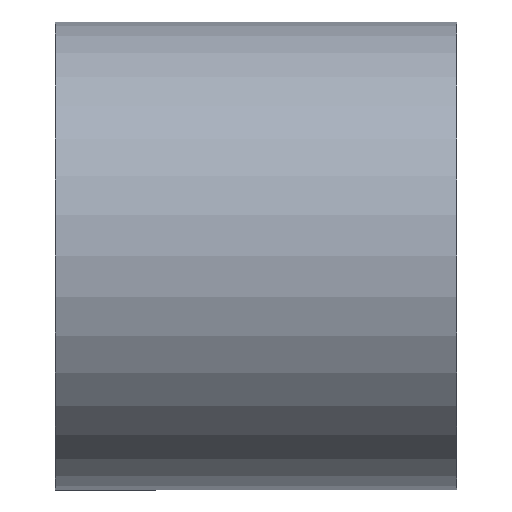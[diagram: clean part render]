
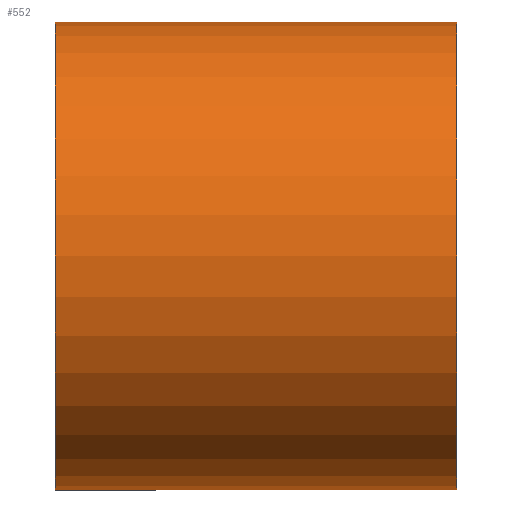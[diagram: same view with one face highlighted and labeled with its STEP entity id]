
A CAD part, left-side view. The second image highlights one B-rep face of the part: STEP entity #552.
In plain terms, the highlighted cylindrical face has radius 25.4 mm (diameter 50.8 mm), a partial arc.
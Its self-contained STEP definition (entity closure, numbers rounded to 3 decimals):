
#3 = CARTESIAN_POINT ( 'NONE',  ( 0., 0., 25.4 ) ) ;
#5 = VERTEX_POINT ( 'NONE', #173 ) ;
#18 = LINE ( 'NONE', #251, #374 ) ;
#29 = CYLINDRICAL_SURFACE ( 'NONE', #259, 25.4 ) ;
#43 = DIRECTION ( 'NONE',  ( 0., 0., 1. ) ) ;
#45 = EDGE_CURVE ( 'NONE', #427, #624, #18, .T. ) ;
#56 = LINE ( 'NONE', #478, #188 ) ;
#68 = FACE_OUTER_BOUND ( 'NONE', #399, .T. ) ;
#93 = EDGE_CURVE ( 'NONE', #427, #245, #121, .T. ) ;
#119 = CARTESIAN_POINT ( 'NONE',  ( 0., 0., -25.4 ) ) ;
#121 = CIRCLE ( 'NONE', #334, 25.4 ) ;
#173 = CARTESIAN_POINT ( 'NONE',  ( 0., 43.6, 25.4 ) ) ;
#188 = VECTOR ( 'NONE', #203, 1000. ) ;
#203 = DIRECTION ( 'NONE',  ( 0., 1., 0. ) ) ;
#218 = DIRECTION ( 'NONE',  ( 0., 1., 0. ) ) ;
#240 = CARTESIAN_POINT ( 'NONE',  ( 0., 43.6, -25.4 ) ) ;
#245 = VERTEX_POINT ( 'NONE', #3 ) ;
#251 = CARTESIAN_POINT ( 'NONE',  ( 0., 161.376, -25.4 ) ) ;
#253 = CARTESIAN_POINT ( 'NONE',  ( 0., 161.376, 0. ) ) ;
#259 = AXIS2_PLACEMENT_3D ( 'NONE', #253, #218, #614 ) ;
#264 = ORIENTED_EDGE ( 'NONE', *, *, #517, .F. ) ;
#316 = ORIENTED_EDGE ( 'NONE', *, *, #368, .T. ) ;
#334 = AXIS2_PLACEMENT_3D ( 'NONE', #565, #623, #43 ) ;
#342 = CARTESIAN_POINT ( 'NONE',  ( 0., 43.6, 0. ) ) ;
#349 = DIRECTION ( 'NONE',  ( 0., 1., 0. ) ) ;
#368 = EDGE_CURVE ( 'NONE', #245, #5, #56, .T. ) ;
#374 = VECTOR ( 'NONE', #349, 1000. ) ;
#375 = CIRCLE ( 'NONE', #402, 25.4 ) ;
#399 = EDGE_LOOP ( 'NONE', ( #424, #549, #316, #264 ) ) ;
#402 = AXIS2_PLACEMENT_3D ( 'NONE', #342, #610, #553 ) ;
#424 = ORIENTED_EDGE ( 'NONE', *, *, #45, .F. ) ;
#427 = VERTEX_POINT ( 'NONE', #119 ) ;
#478 = CARTESIAN_POINT ( 'NONE',  ( 0., 161.376, 25.4 ) ) ;
#517 = EDGE_CURVE ( 'NONE', #624, #5, #375, .T. ) ;
#549 = ORIENTED_EDGE ( 'NONE', *, *, #93, .T. ) ;
#552 = ADVANCED_FACE ( 'NONE', ( #68 ), #29, .T. ) ;
#553 = DIRECTION ( 'NONE',  ( 0., 0., 1. ) ) ;
#565 = CARTESIAN_POINT ( 'NONE',  ( 0., 0., 0. ) ) ;
#610 = DIRECTION ( 'NONE',  ( 0., 1., 0. ) ) ;
#614 = DIRECTION ( 'NONE',  ( 0., 0., 1. ) ) ;
#623 = DIRECTION ( 'NONE',  ( 0., 1., 0. ) ) ;
#624 = VERTEX_POINT ( 'NONE', #240 ) ;
